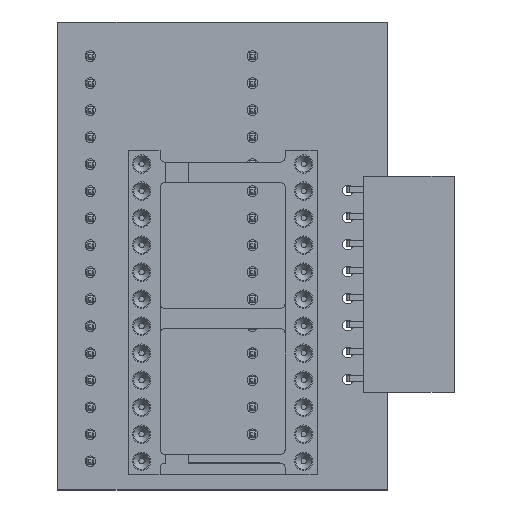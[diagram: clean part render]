
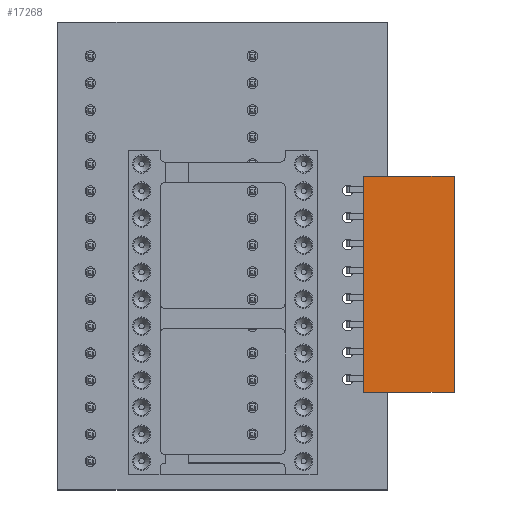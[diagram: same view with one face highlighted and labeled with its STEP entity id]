
A CAD part, top view. The second image highlights one B-rep face of the part: STEP entity #17268.
In plain terms, the highlighted planar face has unit normal (0, 0, 1).
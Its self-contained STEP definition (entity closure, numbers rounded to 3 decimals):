
#17268 = ADVANCED_FACE('',(#17269),#17283,.F.);
#17269 = FACE_BOUND('',#17270,.F.);
#17270 = EDGE_LOOP('',(#17271,#17306,#17334,#17362));
#17271 = ORIENTED_EDGE('',*,*,#17272,.T.);
#17272 = EDGE_CURVE('',#17273,#17275,#17277,.T.);
#17273 = VERTEX_POINT('',#17274);
#17274 = CARTESIAN_POINT('',(-1.52,-19.05,2.54));
#17275 = VERTEX_POINT('',#17276);
#17276 = CARTESIAN_POINT('',(-10.03,-19.05,2.54));
#17277 = SURFACE_CURVE('',#17278,(#17282,#17294),.PCURVE_S1.);
#17278 = LINE('',#17279,#17280);
#17279 = CARTESIAN_POINT('',(-1.52,-19.05,2.54));
#17280 = VECTOR('',#17281,1.);
#17281 = DIRECTION('',(-1.,0.,0.));
#17282 = PCURVE('',#17283,#17288);
#17283 = PLANE('',#17284);
#17284 = AXIS2_PLACEMENT_3D('',#17285,#17286,#17287);
#17285 = CARTESIAN_POINT('',(-1.52,-19.05,2.54));
#17286 = DIRECTION('',(0.,0.,-1.));
#17287 = DIRECTION('',(0.,1.,0.));
#17288 = DEFINITIONAL_REPRESENTATION('',(#17289),#17293);
#17289 = LINE('',#17290,#17291);
#17290 = CARTESIAN_POINT('',(0.,0.));
#17291 = VECTOR('',#17292,1.);
#17292 = DIRECTION('',(0.,-1.));
#17293 = ( GEOMETRIC_REPRESENTATION_CONTEXT(2) 
PARAMETRIC_REPRESENTATION_CONTEXT() REPRESENTATION_CONTEXT('2D SPACE',''
  ) );
#17294 = PCURVE('',#17295,#17300);
#17295 = PLANE('',#17296);
#17296 = AXIS2_PLACEMENT_3D('',#17297,#17298,#17299);
#17297 = CARTESIAN_POINT('',(-1.52,-19.05,0.));
#17298 = DIRECTION('',(0.,1.,0.));
#17299 = DIRECTION('',(0.,0.,1.));
#17300 = DEFINITIONAL_REPRESENTATION('',(#17301),#17305);
#17301 = LINE('',#17302,#17303);
#17302 = CARTESIAN_POINT('',(2.54,0.));
#17303 = VECTOR('',#17304,1.);
#17304 = DIRECTION('',(0.,-1.));
#17305 = ( GEOMETRIC_REPRESENTATION_CONTEXT(2) 
PARAMETRIC_REPRESENTATION_CONTEXT() REPRESENTATION_CONTEXT('2D SPACE',''
  ) );
#17306 = ORIENTED_EDGE('',*,*,#17307,.T.);
#17307 = EDGE_CURVE('',#17275,#17308,#17310,.T.);
#17308 = VERTEX_POINT('',#17309);
#17309 = CARTESIAN_POINT('',(-10.03,1.27,2.54));
#17310 = SURFACE_CURVE('',#17311,(#17315,#17322),.PCURVE_S1.);
#17311 = LINE('',#17312,#17313);
#17312 = CARTESIAN_POINT('',(-10.03,-19.05,2.54));
#17313 = VECTOR('',#17314,1.);
#17314 = DIRECTION('',(0.,1.,0.));
#17315 = PCURVE('',#17283,#17316);
#17316 = DEFINITIONAL_REPRESENTATION('',(#17317),#17321);
#17317 = LINE('',#17318,#17319);
#17318 = CARTESIAN_POINT('',(0.,-8.51));
#17319 = VECTOR('',#17320,1.);
#17320 = DIRECTION('',(1.,0.));
#17321 = ( GEOMETRIC_REPRESENTATION_CONTEXT(2) 
PARAMETRIC_REPRESENTATION_CONTEXT() REPRESENTATION_CONTEXT('2D SPACE',''
  ) );
#17322 = PCURVE('',#17323,#17328);
#17323 = PLANE('',#17324);
#17324 = AXIS2_PLACEMENT_3D('',#17325,#17326,#17327);
#17325 = CARTESIAN_POINT('',(-10.03,-19.05,2.54));
#17326 = DIRECTION('',(1.,0.,0.));
#17327 = DIRECTION('',(0.,-1.,0.));
#17328 = DEFINITIONAL_REPRESENTATION('',(#17329),#17333);
#17329 = LINE('',#17330,#17331);
#17330 = CARTESIAN_POINT('',(0.,-0.));
#17331 = VECTOR('',#17332,1.);
#17332 = DIRECTION('',(-1.,0.));
#17333 = ( GEOMETRIC_REPRESENTATION_CONTEXT(2) 
PARAMETRIC_REPRESENTATION_CONTEXT() REPRESENTATION_CONTEXT('2D SPACE',''
  ) );
#17334 = ORIENTED_EDGE('',*,*,#17335,.F.);
#17335 = EDGE_CURVE('',#17336,#17308,#17338,.T.);
#17336 = VERTEX_POINT('',#17337);
#17337 = CARTESIAN_POINT('',(-1.52,1.27,2.54));
#17338 = SURFACE_CURVE('',#17339,(#17343,#17350),.PCURVE_S1.);
#17339 = LINE('',#17340,#17341);
#17340 = CARTESIAN_POINT('',(-1.52,1.27,2.54));
#17341 = VECTOR('',#17342,1.);
#17342 = DIRECTION('',(-1.,0.,0.));
#17343 = PCURVE('',#17283,#17344);
#17344 = DEFINITIONAL_REPRESENTATION('',(#17345),#17349);
#17345 = LINE('',#17346,#17347);
#17346 = CARTESIAN_POINT('',(20.32,0.));
#17347 = VECTOR('',#17348,1.);
#17348 = DIRECTION('',(0.,-1.));
#17349 = ( GEOMETRIC_REPRESENTATION_CONTEXT(2) 
PARAMETRIC_REPRESENTATION_CONTEXT() REPRESENTATION_CONTEXT('2D SPACE',''
  ) );
#17350 = PCURVE('',#17351,#17356);
#17351 = PLANE('',#17352);
#17352 = AXIS2_PLACEMENT_3D('',#17353,#17354,#17355);
#17353 = CARTESIAN_POINT('',(-1.52,1.27,2.54));
#17354 = DIRECTION('',(0.,-1.,0.));
#17355 = DIRECTION('',(0.,0.,-1.));
#17356 = DEFINITIONAL_REPRESENTATION('',(#17357),#17361);
#17357 = LINE('',#17358,#17359);
#17358 = CARTESIAN_POINT('',(-0.,0.));
#17359 = VECTOR('',#17360,1.);
#17360 = DIRECTION('',(0.,-1.));
#17361 = ( GEOMETRIC_REPRESENTATION_CONTEXT(2) 
PARAMETRIC_REPRESENTATION_CONTEXT() REPRESENTATION_CONTEXT('2D SPACE',''
  ) );
#17362 = ORIENTED_EDGE('',*,*,#17363,.F.);
#17363 = EDGE_CURVE('',#17273,#17336,#17364,.T.);
#17364 = SURFACE_CURVE('',#17365,(#17369,#17376),.PCURVE_S1.);
#17365 = LINE('',#17366,#17367);
#17366 = CARTESIAN_POINT('',(-1.52,-19.05,2.54));
#17367 = VECTOR('',#17368,1.);
#17368 = DIRECTION('',(0.,1.,0.));
#17369 = PCURVE('',#17283,#17370);
#17370 = DEFINITIONAL_REPRESENTATION('',(#17371),#17375);
#17371 = LINE('',#17372,#17373);
#17372 = CARTESIAN_POINT('',(0.,0.));
#17373 = VECTOR('',#17374,1.);
#17374 = DIRECTION('',(1.,0.));
#17375 = ( GEOMETRIC_REPRESENTATION_CONTEXT(2) 
PARAMETRIC_REPRESENTATION_CONTEXT() REPRESENTATION_CONTEXT('2D SPACE',''
  ) );
#17376 = PCURVE('',#17377,#17382);
#17377 = PLANE('',#17378);
#17378 = AXIS2_PLACEMENT_3D('',#17379,#17380,#17381);
#17379 = CARTESIAN_POINT('',(-1.52,-19.05,2.54));
#17380 = DIRECTION('',(1.,0.,0.));
#17381 = DIRECTION('',(0.,-1.,0.));
#17382 = DEFINITIONAL_REPRESENTATION('',(#17383),#17387);
#17383 = LINE('',#17384,#17385);
#17384 = CARTESIAN_POINT('',(0.,-0.));
#17385 = VECTOR('',#17386,1.);
#17386 = DIRECTION('',(-1.,0.));
#17387 = ( GEOMETRIC_REPRESENTATION_CONTEXT(2) 
PARAMETRIC_REPRESENTATION_CONTEXT() REPRESENTATION_CONTEXT('2D SPACE',''
  ) );
